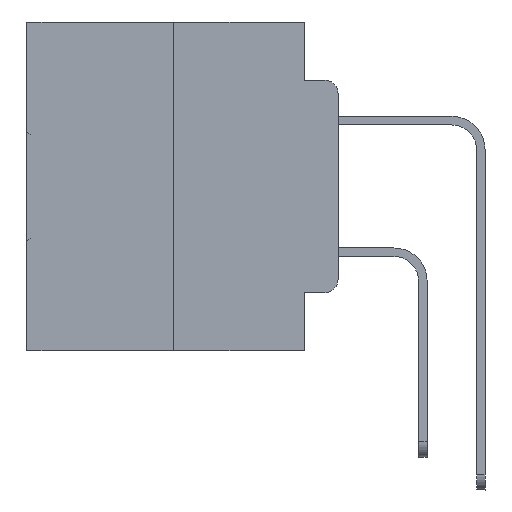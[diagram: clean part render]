
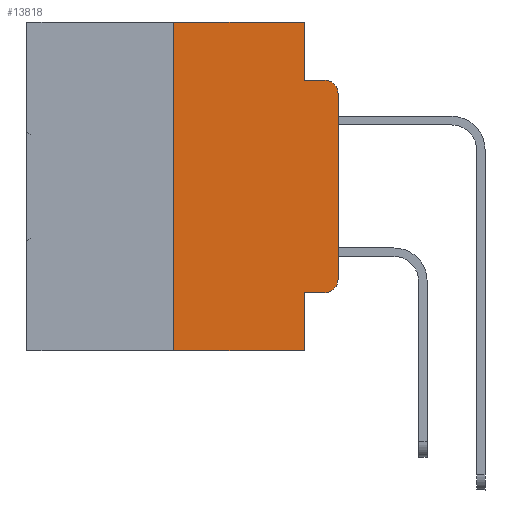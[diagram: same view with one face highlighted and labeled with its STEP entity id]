
A CAD part, left-side view. The second image highlights one B-rep face of the part: STEP entity #13818.
In plain terms, the highlighted planar face has unit normal (-1, 0, 0).
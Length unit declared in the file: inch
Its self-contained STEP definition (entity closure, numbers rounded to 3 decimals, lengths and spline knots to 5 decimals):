
#299 = DIRECTION ( 'NONE',  ( 0., -1., 0. ) ) ;
#371 = DIRECTION ( 'NONE',  ( 0., 0., 1. ) ) ;
#667 = DIRECTION ( 'NONE',  ( 0., 0., 1. ) ) ;
#1696 = DIRECTION ( 'NONE',  ( 1., 0., 0. ) ) ;
#1890 = VECTOR ( 'NONE', #4473, 39.37008 ) ;
#2119 = DIRECTION ( 'NONE',  ( 0., 0., -1. ) ) ;
#2476 = VERTEX_POINT ( 'NONE', #16649 ) ;
#2592 = ORIENTED_EDGE ( 'NONE', *, *, #28324, .F. ) ;
#2747 = VERTEX_POINT ( 'NONE', #26607 ) ;
#3666 = VECTOR ( 'NONE', #371, 39.37008 ) ;
#4473 = DIRECTION ( 'NONE',  ( 0., -1., 0. ) ) ;
#4667 = ORIENTED_EDGE ( 'NONE', *, *, #12956, .T. ) ;
#4702 = CARTESIAN_POINT ( 'NONE',  ( 0., 0.051, 0. ) ) ;
#4740 = CARTESIAN_POINT ( 'NONE',  ( 0., 0.02, -0.0885 ) ) ;
#5159 = CARTESIAN_POINT ( 'NONE',  ( 0., 0.02, -0.3915 ) ) ;
#5849 = VERTEX_POINT ( 'NONE', #4740 ) ;
#6036 = CIRCLE ( 'NONE', #32573, 0.02 ) ;
#7088 = CARTESIAN_POINT ( 'NONE',  ( 0., 0.473, -0.5 ) ) ;
#7233 = LINE ( 'NONE', #4702, #14612 ) ;
#7325 = EDGE_CURVE ( 'NONE', #13161, #20249, #10494, .T. ) ;
#7649 = EDGE_CURVE ( 'NONE', #8274, #5849, #33159, .T. ) ;
#8274 = VERTEX_POINT ( 'NONE', #22410 ) ;
#8401 = ORIENTED_EDGE ( 'NONE', *, *, #19853, .T. ) ;
#10494 = LINE ( 'NONE', #10831, #29832 ) ;
#10831 = CARTESIAN_POINT ( 'NONE',  ( 0., 0., 0. ) ) ;
#11013 = ORIENTED_EDGE ( 'NONE', *, *, #18311, .F. ) ;
#11782 = CARTESIAN_POINT ( 'NONE',  ( 0., 0.051, -0.5 ) ) ;
#12253 = LINE ( 'NONE', #17857, #1890 ) ;
#12332 = LINE ( 'NONE', #17599, #17800 ) ;
#12956 = EDGE_CURVE ( 'NONE', #16684, #17689, #12253, .T. ) ;
#13161 = VERTEX_POINT ( 'NONE', #21749 ) ;
#13693 = EDGE_LOOP ( 'NONE', ( #21790, #32481, #29697, #2592, #11013, #18591, #8401, #15075, #4667, #24679 ) ) ;
#13818 = ADVANCED_FACE ( 'NONE', ( #14562 ), #27436, .F. ) ;
#14562 = FACE_OUTER_BOUND ( 'NONE', #13693, .T. ) ;
#14612 = VECTOR ( 'NONE', #30620, 39.37008 ) ;
#14740 = DIRECTION ( 'NONE',  ( 0., -1., 0. ) ) ;
#14894 = CARTESIAN_POINT ( 'NONE',  ( 0., 0.25, 0. ) ) ;
#15075 = ORIENTED_EDGE ( 'NONE', *, *, #29550, .F. ) ;
#15337 = DIRECTION ( 'NONE',  ( -1., 0., 0. ) ) ;
#15385 = DIRECTION ( 'NONE',  ( 0., -1., 0. ) ) ;
#15672 = VECTOR ( 'NONE', #299, 39.37008 ) ;
#15982 = AXIS2_PLACEMENT_3D ( 'NONE', #19833, #1696, #33014 ) ;
#16649 = CARTESIAN_POINT ( 'NONE',  ( 0., 0.25, -0.5 ) ) ;
#16684 = VERTEX_POINT ( 'NONE', #33368 ) ;
#17329 = CIRCLE ( 'NONE', #30289, 0.02 ) ;
#17599 = CARTESIAN_POINT ( 'NONE',  ( 0., 0.051, 0. ) ) ;
#17689 = VERTEX_POINT ( 'NONE', #29884 ) ;
#17800 = VECTOR ( 'NONE', #18257, 39.37008 ) ;
#17857 = CARTESIAN_POINT ( 'NONE',  ( 0., 0.051, -0.4115 ) ) ;
#17917 = CARTESIAN_POINT ( 'NONE',  ( 0., 0., -0.1085 ) ) ;
#18257 = DIRECTION ( 'NONE',  ( 0., 0., -1. ) ) ;
#18311 = EDGE_CURVE ( 'NONE', #28215, #2747, #26390, .T. ) ;
#18591 = ORIENTED_EDGE ( 'NONE', *, *, #27428, .F. ) ;
#19833 = CARTESIAN_POINT ( 'NONE',  ( 0., 0.473, 0. ) ) ;
#19853 = EDGE_CURVE ( 'NONE', #2476, #23368, #30303, .T. ) ;
#19984 = CARTESIAN_POINT ( 'NONE',  ( 0., 0.02, -0.1085 ) ) ;
#20249 = VERTEX_POINT ( 'NONE', #17917 ) ;
#21328 = CARTESIAN_POINT ( 'NONE',  ( 0., 0.473, 0. ) ) ;
#21749 = CARTESIAN_POINT ( 'NONE',  ( 0., 0., -0.3915 ) ) ;
#21790 = ORIENTED_EDGE ( 'NONE', *, *, #7325, .T. ) ;
#22093 = EDGE_CURVE ( 'NONE', #17689, #13161, #6036, .T. ) ;
#22356 = CARTESIAN_POINT ( 'NONE',  ( 0., 0.051, -0.0885 ) ) ;
#22410 = CARTESIAN_POINT ( 'NONE',  ( 0., 0.051, -0.0885 ) ) ;
#23368 = VERTEX_POINT ( 'NONE', #11782 ) ;
#24494 = VECTOR ( 'NONE', #15385, 39.37008 ) ;
#24555 = DIRECTION ( 'NONE',  ( 0., 0., -1. ) ) ;
#24679 = ORIENTED_EDGE ( 'NONE', *, *, #22093, .T. ) ;
#25220 = DIRECTION ( 'NONE',  ( -1., 0., 0. ) ) ;
#26390 = LINE ( 'NONE', #21328, #15672 ) ;
#26607 = CARTESIAN_POINT ( 'NONE',  ( 0., 0.051, 0. ) ) ;
#27428 = EDGE_CURVE ( 'NONE', #2476, #28215, #31197, .T. ) ;
#27436 = PLANE ( 'NONE',  #15982 ) ;
#28215 = VERTEX_POINT ( 'NONE', #14894 ) ;
#28324 = EDGE_CURVE ( 'NONE', #2747, #8274, #12332, .T. ) ;
#29369 = EDGE_CURVE ( 'NONE', #20249, #5849, #17329, .T. ) ;
#29550 = EDGE_CURVE ( 'NONE', #16684, #23368, #7233, .T. ) ;
#29697 = ORIENTED_EDGE ( 'NONE', *, *, #7649, .F. ) ;
#29832 = VECTOR ( 'NONE', #667, 39.37008 ) ;
#29884 = CARTESIAN_POINT ( 'NONE',  ( 0., 0.02, -0.4115 ) ) ;
#30289 = AXIS2_PLACEMENT_3D ( 'NONE', #19984, #25220, #24555 ) ;
#30303 = LINE ( 'NONE', #7088, #32446 ) ;
#30620 = DIRECTION ( 'NONE',  ( 0., 0., -1. ) ) ;
#31043 = CARTESIAN_POINT ( 'NONE',  ( 0., 0.25, 0. ) ) ;
#31197 = LINE ( 'NONE', #31043, #3666 ) ;
#32446 = VECTOR ( 'NONE', #14740, 39.37008 ) ;
#32481 = ORIENTED_EDGE ( 'NONE', *, *, #29369, .T. ) ;
#32573 = AXIS2_PLACEMENT_3D ( 'NONE', #5159, #15337, #2119 ) ;
#33014 = DIRECTION ( 'NONE',  ( 0., 0., -1. ) ) ;
#33159 = LINE ( 'NONE', #22356, #24494 ) ;
#33368 = CARTESIAN_POINT ( 'NONE',  ( 0., 0.051, -0.4115 ) ) ;
